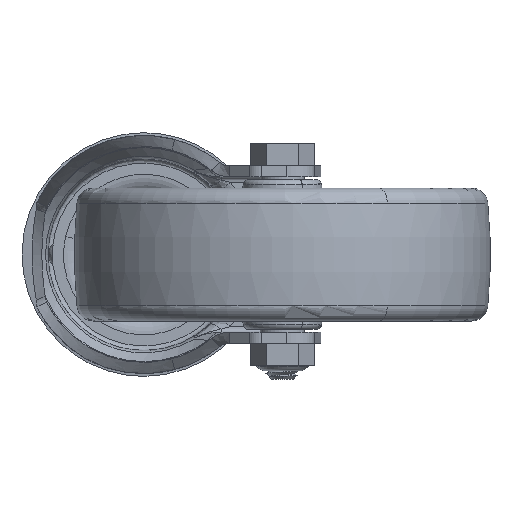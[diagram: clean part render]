
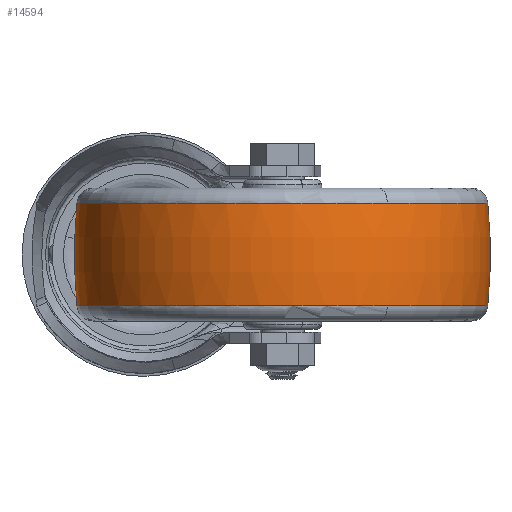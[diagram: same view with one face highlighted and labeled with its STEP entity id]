
A CAD part, front view. The second image highlights one B-rep face of the part: STEP entity #14594.
In plain terms, the highlighted toroidal (fillet/blend) face has major radius 62.5 mm and minor radius 100 mm.
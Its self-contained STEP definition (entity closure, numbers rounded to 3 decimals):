
#40 = AXIS2_PLACEMENT_3D ( 'NONE', #9372, #6713, #3248 ) ;
#50 = AXIS2_PLACEMENT_3D ( 'NONE', #6665, #11392, #5180 ) ;
#114 = ORIENTED_EDGE ( 'NONE', *, *, #13517, .T. ) ;
#175 = DIRECTION ( 'NONE',  ( 0., 0., -1. ) ) ;
#201 = AXIS2_PLACEMENT_3D ( 'NONE', #12587, #1268, #7630 ) ;
#282 = DIRECTION ( 'NONE',  ( 0., 0., 1. ) ) ;
#522 = FACE_OUTER_BOUND ( 'NONE', #3710, .T. ) ;
#882 = VERTEX_POINT ( 'NONE', #1368 ) ;
#900 = DIRECTION ( 'NONE',  ( 0., 1., 0. ) ) ;
#1051 = DIRECTION ( 'NONE',  ( 0.515, -0.857, 0. ) ) ;
#1268 = DIRECTION ( 'NONE',  ( 0., 0., 1. ) ) ;
#1368 = CARTESIAN_POINT ( 'NONE',  ( -12.069, -53., -9.278 ) ) ;
#1393 = EDGE_CURVE ( 'NONE', #6056, #15138, #16048, .T. ) ;
#2147 = CARTESIAN_POINT ( 'NONE',  ( 62.069, -53., -9.278 ) ) ;
#2204 = DIRECTION ( 'NONE',  ( 0., 0., 1. ) ) ;
#2320 = AXIS2_PLACEMENT_3D ( 'NONE', #13850, #282, #2680 ) ;
#2391 = AXIS2_PLACEMENT_3D ( 'NONE', #11215, #2204, #1051 ) ;
#2661 = DIRECTION ( 'NONE',  ( 0., -1., 0. ) ) ;
#2680 = DIRECTION ( 'NONE',  ( 0.515, -0.857, 0. ) ) ;
#3122 = CIRCLE ( 'NONE', #2320, 37.069 ) ;
#3248 = DIRECTION ( 'NONE',  ( 1., 0., 0. ) ) ;
#3277 = CARTESIAN_POINT ( 'NONE',  ( -37.5, -53., 0. ) ) ;
#3710 = EDGE_LOOP ( 'NONE', ( #16021, #7111, #114, #8508, #9586, #7120 ) ) ;
#4084 = VERTEX_POINT ( 'NONE', #2147 ) ;
#4800 = TOROIDAL_SURFACE ( 'NONE', #40, -62.5, 100. ) ;
#5180 = DIRECTION ( 'NONE',  ( 0.515, -0.857, 0. ) ) ;
#5304 = CIRCLE ( 'NONE', #2391, 37.069 ) ;
#5816 = CARTESIAN_POINT ( 'NONE',  ( -12.069, -53., 9.278 ) ) ;
#5943 = DIRECTION ( 'NONE',  ( -1., 0., 0. ) ) ;
#6056 = VERTEX_POINT ( 'NONE', #9888 ) ;
#6388 = CIRCLE ( 'NONE', #50, 37.069 ) ;
#6665 = CARTESIAN_POINT ( 'NONE',  ( 25., -53., -9.278 ) ) ;
#6713 = DIRECTION ( 'NONE',  ( 0., 0., 1. ) ) ;
#7098 = CARTESIAN_POINT ( 'NONE',  ( 43.943, -84.863, -9.278 ) ) ;
#7111 = ORIENTED_EDGE ( 'NONE', *, *, #15214, .T. ) ;
#7120 = ORIENTED_EDGE ( 'NONE', *, *, #9144, .F. ) ;
#7216 = EDGE_CURVE ( 'NONE', #882, #15817, #9960, .T. ) ;
#7251 = CARTESIAN_POINT ( 'NONE',  ( 62.069, -53., 9.278 ) ) ;
#7630 = DIRECTION ( 'NONE',  ( 0.515, -0.857, 0. ) ) ;
#8110 = AXIS2_PLACEMENT_3D ( 'NONE', #9504, #900, #5943 ) ;
#8508 = ORIENTED_EDGE ( 'NONE', *, *, #12757, .T. ) ;
#9144 = EDGE_CURVE ( 'NONE', #15817, #6056, #3122, .T. ) ;
#9372 = CARTESIAN_POINT ( 'NONE',  ( 25., -53., 0. ) ) ;
#9504 = CARTESIAN_POINT ( 'NONE',  ( 87.5, -53., 0. ) ) ;
#9586 = ORIENTED_EDGE ( 'NONE', *, *, #1393, .F. ) ;
#9888 = CARTESIAN_POINT ( 'NONE',  ( 43.95, -84.859, 9.278 ) ) ;
#9960 = CIRCLE ( 'NONE', #8110, 100. ) ;
#11105 = CIRCLE ( 'NONE', #13493, 100. ) ;
#11215 = CARTESIAN_POINT ( 'NONE',  ( 25., -53., -9.278 ) ) ;
#11392 = DIRECTION ( 'NONE',  ( 0., 0., 1. ) ) ;
#12496 = VERTEX_POINT ( 'NONE', #7098 ) ;
#12587 = CARTESIAN_POINT ( 'NONE',  ( 25., -53., 9.278 ) ) ;
#12757 = EDGE_CURVE ( 'NONE', #4084, #15138, #11105, .T. ) ;
#13493 = AXIS2_PLACEMENT_3D ( 'NONE', #3277, #2661, #175 ) ;
#13517 = EDGE_CURVE ( 'NONE', #12496, #4084, #5304, .T. ) ;
#13850 = CARTESIAN_POINT ( 'NONE',  ( 25., -53., 9.278 ) ) ;
#14594 = ADVANCED_FACE ( 'NONE', ( #522 ), #4800, .T. ) ;
#15138 = VERTEX_POINT ( 'NONE', #7251 ) ;
#15214 = EDGE_CURVE ( 'NONE', #882, #12496, #6388, .T. ) ;
#15817 = VERTEX_POINT ( 'NONE', #5816 ) ;
#16021 = ORIENTED_EDGE ( 'NONE', *, *, #7216, .F. ) ;
#16048 = CIRCLE ( 'NONE', #201, 37.069 ) ;
